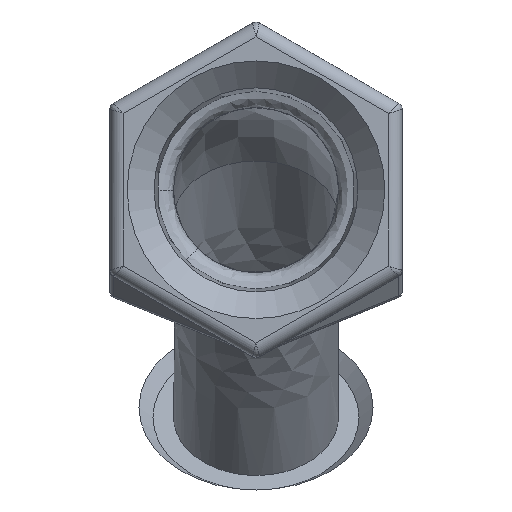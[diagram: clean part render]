
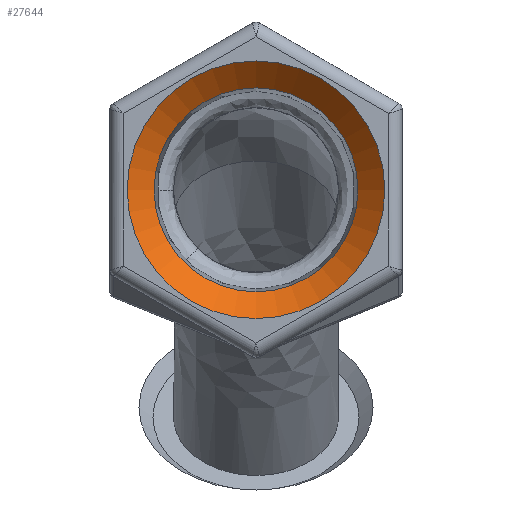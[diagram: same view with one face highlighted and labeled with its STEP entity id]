
A CAD part, top view. The second image highlights one B-rep face of the part: STEP entity #27644.
In plain terms, the highlighted conical face has half-angle 46.804 degrees and reference radius 13.153 mm.
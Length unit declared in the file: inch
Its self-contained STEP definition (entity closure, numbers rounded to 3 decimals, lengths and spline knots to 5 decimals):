
#61=CONICAL_SURFACE('',#28809,0.51783,0.817);
#3974=LINE('',#49179,#6787);
#6787=VECTOR('',#33907,0.51783);
#8892=FACE_OUTER_BOUND('',#10479,.T.);
#10479=EDGE_LOOP('',(#25681,#25682,#25683,#25684,#25685,#25686));
#10556=CIRCLE('',#28699,0.578);
#10557=CIRCLE('',#28700,0.578);
#10603=CIRCLE('',#28810,0.45765);
#10604=CIRCLE('',#28811,0.45765);
#13992=VERTEX_POINT('',#47224);
#13993=VERTEX_POINT('',#47225);
#14059=VERTEX_POINT('',#49178);
#14060=VERTEX_POINT('',#49180);
#17780=EDGE_CURVE('',#13992,#13993,#10556,.T.);
#17781=EDGE_CURVE('',#13993,#13992,#10557,.T.);
#17937=EDGE_CURVE('',#13993,#14059,#3974,.T.);
#17938=EDGE_CURVE('',#14059,#14060,#10603,.T.);
#17939=EDGE_CURVE('',#14060,#14059,#10604,.T.);
#25681=ORIENTED_EDGE('',*,*,#17780,.F.);
#25682=ORIENTED_EDGE('',*,*,#17781,.F.);
#25683=ORIENTED_EDGE('',*,*,#17937,.T.);
#25684=ORIENTED_EDGE('',*,*,#17938,.T.);
#25685=ORIENTED_EDGE('',*,*,#17939,.T.);
#25686=ORIENTED_EDGE('',*,*,#17937,.F.);
#27644=ADVANCED_FACE('',(#8892),#61,.F.);
#28699=AXIS2_PLACEMENT_3D('',#47226,#33651,#33652);
#28700=AXIS2_PLACEMENT_3D('',#47227,#33653,#33654);
#28809=AXIS2_PLACEMENT_3D('',#49177,#33905,#33906);
#28810=AXIS2_PLACEMENT_3D('',#49181,#33908,#33909);
#28811=AXIS2_PLACEMENT_3D('',#49182,#33910,#33911);
#33651=DIRECTION('center_axis',(0.,0.,
-1.));
#33652=DIRECTION('ref_axis',(0.,1.,0.));
#33653=DIRECTION('center_axis',(0.,0.,
-1.));
#33654=DIRECTION('ref_axis',(0.,1.,0.));
#33905=DIRECTION('center_axis',(0.,0.,1.));
#33906=DIRECTION('ref_axis',(0.,1.,0.));
#33907=DIRECTION('',(0.,0.729,-0.684));
#33908=DIRECTION('center_axis',(0.,0.,-1.));
#33909=DIRECTION('ref_axis',(0.,1.,0.));
#33910=DIRECTION('center_axis',(0.,0.,-1.));
#33911=DIRECTION('ref_axis',(0.,1.,0.));
#47224=CARTESIAN_POINT('',(0.,0.578,1.28125));
#47225=CARTESIAN_POINT('',(0.,-0.578,1.28125));
#47226=CARTESIAN_POINT('Origin',(0.,0.,1.28125));
#47227=CARTESIAN_POINT('Origin',(0.,0.,1.28125));
#49177=CARTESIAN_POINT('Origin',(0.,0.,1.22475));
#49178=CARTESIAN_POINT('',(0.,-0.45765,1.16825));
#49179=CARTESIAN_POINT('',(0.,-0.51783,1.22475));
#49180=CARTESIAN_POINT('',(0.,0.45765,1.16825));
#49181=CARTESIAN_POINT('Origin',(0.,0.,1.16825));
#49182=CARTESIAN_POINT('Origin',(0.,0.,1.16825));
